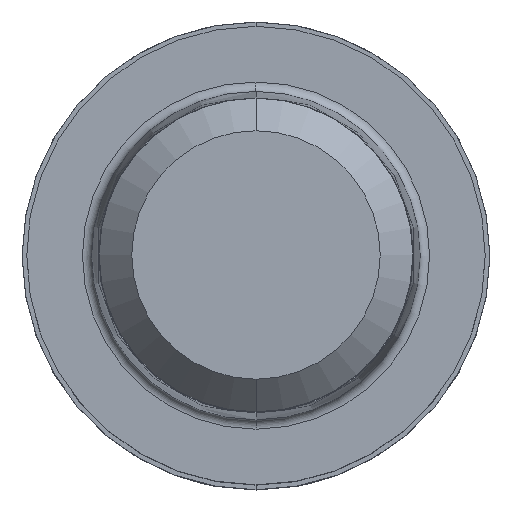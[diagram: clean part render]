
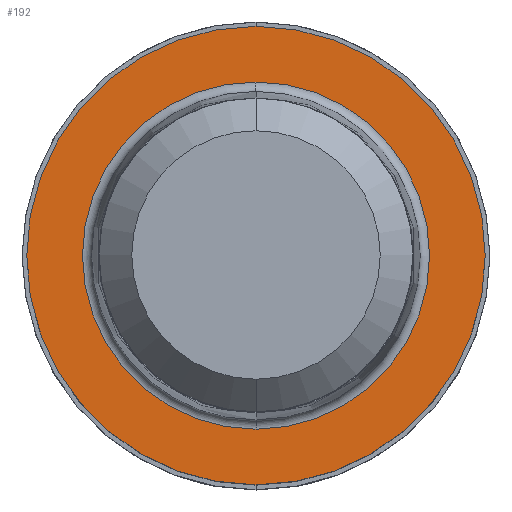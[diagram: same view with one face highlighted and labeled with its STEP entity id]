
A CAD part, top view. The second image highlights one B-rep face of the part: STEP entity #192.
In plain terms, the highlighted planar face has unit normal (0, 0, 1).
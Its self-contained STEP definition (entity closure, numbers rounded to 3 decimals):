
#192=ADVANCED_FACE('',(#472,#473),#474,.T.);
#218=EDGE_CURVE('',#362,#322,#502,.T.);
#220=EDGE_CURVE('',#232,#268,#504,.T.);
#232=VERTEX_POINT('',#517);
#266=EDGE_CURVE('',#268,#232,#556,.T.);
#268=VERTEX_POINT('',#558);
#322=VERTEX_POINT('',#623);
#362=VERTEX_POINT('',#670);
#392=EDGE_CURVE('',#322,#362,#702,.T.);
#472=FACE_OUTER_BOUND('',#790,.T.);
#473=FACE_BOUND('',#791,.T.);
#474=PLANE('',#792);
#502=CIRCLE('',#831,9.8);
#504=CIRCLE('',#834,7.42);
#517=CARTESIAN_POINT('',(0.0,7.42,0.01));
#556=CIRCLE('',#898,7.42);
#558=CARTESIAN_POINT('',(0.,-7.42,0.01));
#623=CARTESIAN_POINT('',(0.0,9.8,0.01));
#670=CARTESIAN_POINT('',(0.,-9.8,0.01));
#702=CIRCLE('',#1075,9.8);
#790=EDGE_LOOP('',(#1156,#1157));
#791=EDGE_LOOP('',(#1158,#1159));
#792=AXIS2_PLACEMENT_3D('',#1160,#1161,#1162);
#831=AXIS2_PLACEMENT_3D('',#1198,#1199,#1200);
#834=AXIS2_PLACEMENT_3D('',#1201,#1202,#1203);
#898=AXIS2_PLACEMENT_3D('',#1270,#1271,#1272);
#1075=AXIS2_PLACEMENT_3D('',#1465,#1466,#1467);
#1156=ORIENTED_EDGE('',*,*,#392,.F.);
#1157=ORIENTED_EDGE('',*,*,#218,.F.);
#1158=ORIENTED_EDGE('',*,*,#220,.T.);
#1159=ORIENTED_EDGE('',*,*,#266,.T.);
#1160=CARTESIAN_POINT('',(0.0,4.9,0.01));
#1161=DIRECTION('',(-0.0,0.0,1.0));
#1162=DIRECTION('',(0.0,-1.0,0.0));
#1198=CARTESIAN_POINT('',(0.0,0.0,0.01));
#1199=DIRECTION('',(0.0,0.0,-1.0));
#1200=DIRECTION('',(0.0,1.0,0.0));
#1201=CARTESIAN_POINT('',(0.0,0.0,0.01));
#1202=DIRECTION('',(0.0,0.0,-1.0));
#1203=DIRECTION('',(0.0,1.0,0.0));
#1270=CARTESIAN_POINT('',(0.0,0.0,0.01));
#1271=DIRECTION('',(0.0,0.0,-1.0));
#1272=DIRECTION('',(0.0,1.0,0.0));
#1465=CARTESIAN_POINT('',(0.0,0.0,0.01));
#1466=DIRECTION('',(0.0,0.0,-1.0));
#1467=DIRECTION('',(0.0,1.0,0.0));
